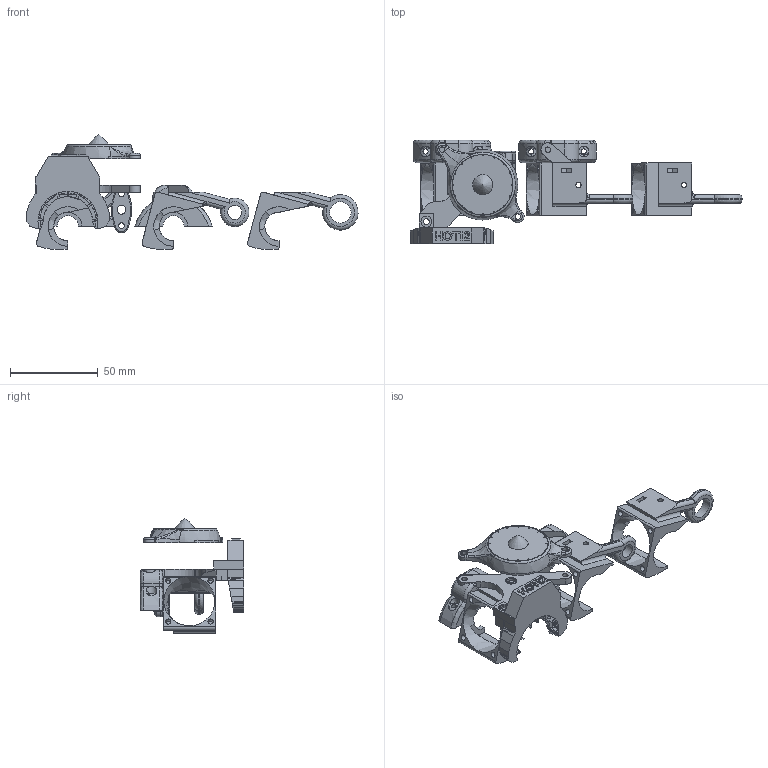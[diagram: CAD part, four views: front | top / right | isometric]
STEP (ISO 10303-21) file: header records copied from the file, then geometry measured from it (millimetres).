
FILE_DESCRIPTION(/* description */ (''),/* implementation_level */ '2;1');
FILE_NAME(/* name */ 'BLV MK3 carriage.step',/* time_stamp */ '2018-01-07T11:24:09+02:00',/* author */ ('suju44F2J'),/* organization */ (''),/* preprocessor_version */ 'ST-DEVELOPER v16.13',/* originating_system */ 'Autodesk Translation Framework v6.5.0.72',/* authorisation */ '');
FILE_SCHEMA (('AUTOMOTIVE_DESIGN { 1 0 10303 214 3 1 1 }'));
Products named in the file (4): BLV Prusa Mgn12 V2; Monoblock locker; MK3 nuzzle (1); Hot end carriage V6 (1)
Assembly tree (3 placements, depth 3):
  BLV Prusa Mgn12 V2
    Monoblock locker
      MK3 nuzzle (1)
      Hot end carriage V6 (1)
Bounding box: 188.64 x 58.75 x 65.17 mm (x, y, z)
Volume: 52908.3 mm3; surface area: 39774.2 mm2
Topology: 9 solids, 9 shells, 1662 faces, 4177 edges, 2482 vertices
Faces by surface type: plane 1158, bspline 259, cylinder 197, torus 48
Full cylindrical faces by diameter (mm): 2.9 x4, 3 x27, 3.1 x8, 3.2 x4, 3.3 x1, 5 x2, 5.5 x3, 6 x1, 7 x1, 8.1 x1, 12.1 x1
Entity records: 60403 total; most frequent: CARTESIAN_POINT 23046, ORIENTED_EDGE 8260, DIRECTION 6647, EDGE_CURVE 4130, LINE 2647, VECTOR 2647, VERTEX_POINT 2480, AXIS2_PLACEMENT_3D 2000
